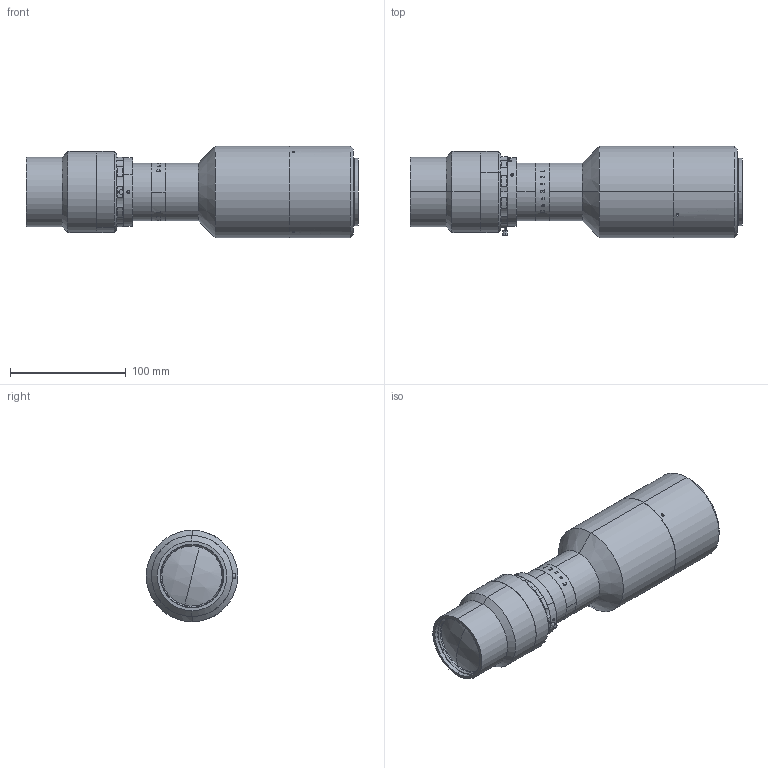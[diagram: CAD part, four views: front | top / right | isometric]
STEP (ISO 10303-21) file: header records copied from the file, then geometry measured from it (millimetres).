
FILE_DESCRIPTION (( 'STEP AP203' ), '1' );
FILE_NAME ('XF-PTL03744-M58-11.48-VI.STEP', '2019-05-27T06:04:03', ( 'canrill005' ), ( '' ), 'SwSTEP 2.0', 'SolidWorks 2014', '' );
FILE_SCHEMA (( 'CONFIG_CONTROL_DESIGN' ));
Length unit declared in the file: millimetre
Products named in the file (2): XF-PTL03744-M58-11.48-VI
Bounding box: 286.86 x 79 x 79 mm (x, y, z)
Surface area: 92368.5 mm2 (no closed solid volume)
Topology: 0 solids, 38 shells, 201 faces, 1134 edges, 960 vertices
Faces by surface type: cylinder 105, plane 51, cone 38, bspline 5, sphere 2
Entity records: 19074 total; most frequent: CARTESIAN_POINT 10841, DIRECTION 1522, ORIENTED_EDGE 1460, EDGE_CURVE 1130, VERTEX_POINT 960, AXIS2_PLACEMENT_3D 587, B_SPLINE_CURVE_WITH_KNOTS 393, CIRCLE 389
